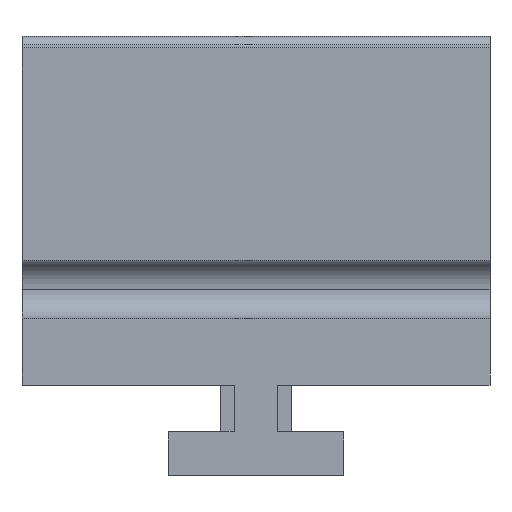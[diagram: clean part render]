
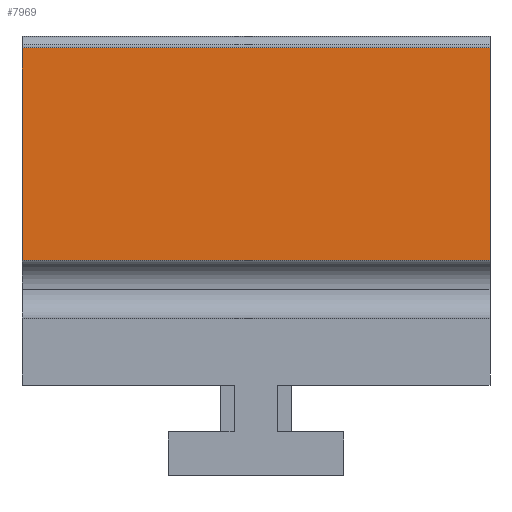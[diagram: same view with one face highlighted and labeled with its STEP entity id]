
A CAD part, front view. The second image highlights one B-rep face of the part: STEP entity #7969.
In plain terms, the highlighted planar face has unit normal (0, -1, 0).
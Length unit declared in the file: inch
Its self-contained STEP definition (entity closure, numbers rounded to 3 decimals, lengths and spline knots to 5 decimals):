
#7949=AXIS2_PLACEMENT_3D('Plane Axis2P3D',#7946,#7947,#7948) ;
#3310=CARTESIAN_POINT('Vertex',(1.,0.,1.44048)) ;
#3317=CARTESIAN_POINT('Vertex',(-1.,0.,1.44048)) ;
#3320=CARTESIAN_POINT('Line Origine',(0.,0.,1.44048)) ;
#7760=CARTESIAN_POINT('Vertex',(-1.,0.,0.5333)) ;
#7763=CARTESIAN_POINT('Line Origine',(-1.,0.,0.98689)) ;
#7946=CARTESIAN_POINT('Axis2P3D Location',(0.,0.,0.)) ;
#7951=CARTESIAN_POINT('Line Origine',(0.,0.,0.5333)) ;
#7955=CARTESIAN_POINT('Vertex',(1.,0.,0.5333)) ;
#7958=CARTESIAN_POINT('Line Origine',(1.,0.,0.98689)) ;
#3321=DIRECTION('Vector Direction',(1.,0.,0.)) ;
#7764=DIRECTION('Vector Direction',(0.,0.,-1.)) ;
#7947=DIRECTION('Axis2P3D Direction',(0.,1.,-0.)) ;
#7948=DIRECTION('Axis2P3D XDirection',(-1.,0.,0.)) ;
#7952=DIRECTION('Vector Direction',(-1.,0.,0.)) ;
#7959=DIRECTION('Vector Direction',(0.,0.,1.)) ;
#3322=VECTOR('Line Direction',#3321,0.03937) ;
#7765=VECTOR('Line Direction',#7764,0.03937) ;
#7953=VECTOR('Line Direction',#7952,0.03937) ;
#7960=VECTOR('Line Direction',#7959,0.03937) ;
#7964=ORIENTED_EDGE('',*,*,#7957,.F.) ;
#7965=ORIENTED_EDGE('',*,*,#7962,.F.) ;
#7966=ORIENTED_EDGE('',*,*,#3324,.F.) ;
#7967=ORIENTED_EDGE('',*,*,#7767,.F.) ;
#7969=ADVANCED_FACE('MASTER MODEL',(#7968),#7950,.F.) ;
#3324=EDGE_CURVE('',#3318,#3311,#3323,.T.) ;
#7767=EDGE_CURVE('',#7761,#3318,#7766,.F.) ;
#7957=EDGE_CURVE('',#7956,#7761,#7954,.T.) ;
#7962=EDGE_CURVE('',#3311,#7956,#7961,.F.) ;
#7963=EDGE_LOOP('',(#7964,#7965,#7966,#7967)) ;
#7968=FACE_OUTER_BOUND('',#7963,.T.) ;
#3323=LINE('Line',#3320,#3322) ;
#7766=LINE('Line',#7763,#7765) ;
#7954=LINE('Line',#7951,#7953) ;
#7961=LINE('Line',#7958,#7960) ;
#7950=PLANE('',#7949) ;
#3311=VERTEX_POINT('',#3310) ;
#3318=VERTEX_POINT('',#3317) ;
#7761=VERTEX_POINT('',#7760) ;
#7956=VERTEX_POINT('',#7955) ;
